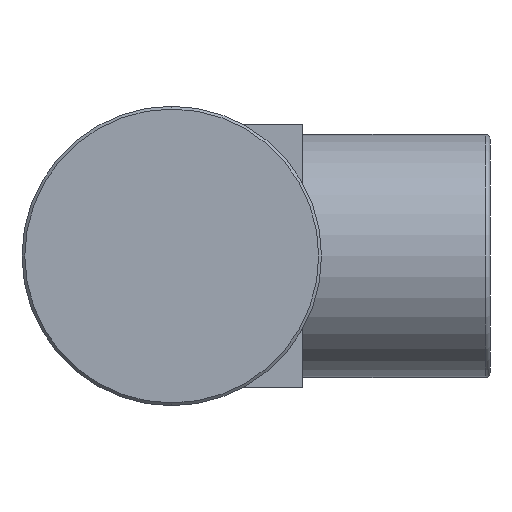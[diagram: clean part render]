
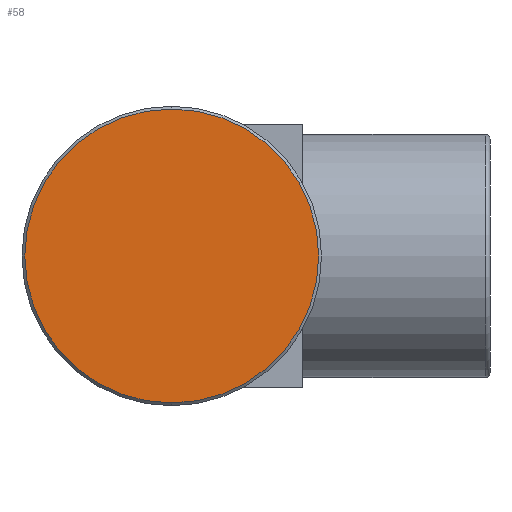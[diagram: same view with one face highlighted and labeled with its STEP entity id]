
A CAD part, left-side view. The second image highlights one B-rep face of the part: STEP entity #58.
In plain terms, the highlighted planar face has unit normal (-1, 0, 0).
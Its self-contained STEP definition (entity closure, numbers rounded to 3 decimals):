
#12 = DIRECTION ( 'NONE',  ( -1., 0., 0. ) ) ;
#51 = DIRECTION ( 'NONE',  ( 0., 0., -1. ) ) ;
#58 = ADVANCED_FACE ( 'NONE', ( #615 ), #270, .F. ) ;
#71 = CARTESIAN_POINT ( 'NONE',  ( 0., 0., -15.7 ) ) ;
#116 = CARTESIAN_POINT ( 'NONE',  ( 0., 0., 0. ) ) ;
#147 = DIRECTION ( 'NONE',  ( 1., 0., 0. ) ) ;
#158 = ORIENTED_EDGE ( 'NONE', *, *, #929, .T. ) ;
#222 = DIRECTION ( 'NONE',  ( 0., 0., 1. ) ) ;
#226 = CIRCLE ( 'NONE', #859, 15.7 ) ;
#270 = PLANE ( 'NONE',  #301 ) ;
#301 = AXIS2_PLACEMENT_3D ( 'NONE', #378, #147, #51 ) ;
#378 = CARTESIAN_POINT ( 'NONE',  ( 0., 0., 0. ) ) ;
#448 = VERTEX_POINT ( 'NONE', #71 ) ;
#449 = EDGE_CURVE ( 'NONE', #1289, #448, #226, .T. ) ;
#615 = FACE_OUTER_BOUND ( 'NONE', #1231, .T. ) ;
#624 = ORIENTED_EDGE ( 'NONE', *, *, #449, .T. ) ;
#818 = CARTESIAN_POINT ( 'NONE',  ( 0., 0., 0. ) ) ;
#838 = AXIS2_PLACEMENT_3D ( 'NONE', #116, #12, #222 ) ;
#859 = AXIS2_PLACEMENT_3D ( 'NONE', #818, #1153, #1368 ) ;
#929 = EDGE_CURVE ( 'NONE', #448, #1289, #1200, .T. ) ;
#1153 = DIRECTION ( 'NONE',  ( -1., 0., 0. ) ) ;
#1200 = CIRCLE ( 'NONE', #838, 15.7 ) ;
#1231 = EDGE_LOOP ( 'NONE', ( #158, #624 ) ) ;
#1289 = VERTEX_POINT ( 'NONE', #1340 ) ;
#1340 = CARTESIAN_POINT ( 'NONE',  ( 0., 0., 15.7 ) ) ;
#1368 = DIRECTION ( 'NONE',  ( 0., 0., 1. ) ) ;
